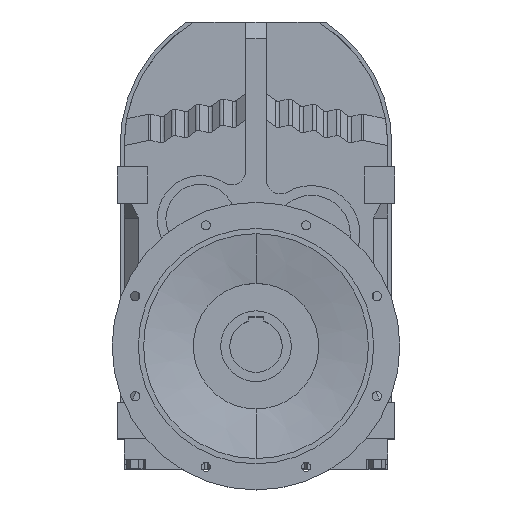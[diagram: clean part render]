
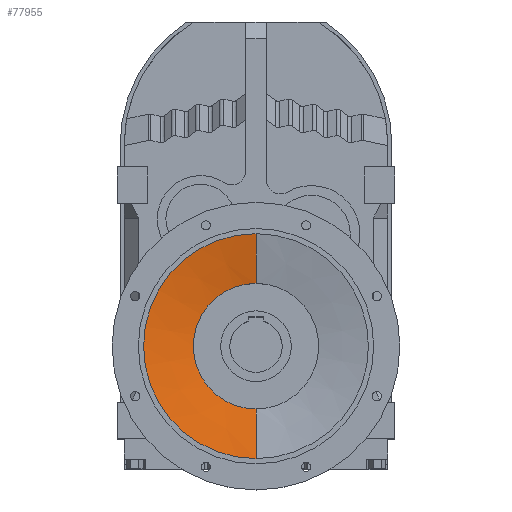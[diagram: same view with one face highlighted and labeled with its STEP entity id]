
A CAD part, top view. The second image highlights one B-rep face of the part: STEP entity #77955.
In plain terms, the highlighted conical face has half-angle 78.98 degrees and reference radius 215 mm.
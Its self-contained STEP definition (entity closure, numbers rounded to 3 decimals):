
#77592 = CYLINDRICAL_SURFACE('',#77593,215.);
#77593 = AXIS2_PLACEMENT_3D('',#77594,#77595,#77596);
#77594 = CARTESIAN_POINT('',(0.,-382.6,0.));
#77595 = DIRECTION('',(0.,0.,-1.));
#77596 = DIRECTION('',(0.,1.,0.));
#77659 = CYLINDRICAL_SURFACE('',#77660,120.);
#77660 = AXIS2_PLACEMENT_3D('',#77661,#77662,#77663);
#77661 = CARTESIAN_POINT('',(0.,-382.6,0.));
#77662 = DIRECTION('',(0.,0.,-1.));
#77663 = DIRECTION('',(0.,1.,0.));
#77675 = VERTEX_POINT('',#77676);
#77676 = CARTESIAN_POINT('',(0.,-167.6,414.));
#77695 = EDGE_CURVE('',#77696,#77675,#77698,.T.);
#77696 = VERTEX_POINT('',#77697);
#77697 = CARTESIAN_POINT('',(0.,-597.6,414.));
#77698 = SURFACE_CURVE('',#77699,(#77704,#77710),.PCURVE_S1.);
#77699 = CIRCLE('',#77700,215.);
#77700 = AXIS2_PLACEMENT_3D('',#77701,#77702,#77703);
#77701 = CARTESIAN_POINT('',(0.,-382.6,414.));
#77702 = DIRECTION('',(0.,0.,-1.));
#77703 = DIRECTION('',(0.,1.,0.));
#77704 = PCURVE('',#77592,#77705);
#77705 = DEFINITIONAL_REPRESENTATION('',(#77706),#77709);
#77706 = B_SPLINE_CURVE_WITH_KNOTS('',1,(#77707,#77708),.UNSPECIFIED.,
  .F.,.F.,(2,2),(3.142,6.283),.PIECEWISE_BEZIER_KNOTS.);
#77707 = CARTESIAN_POINT('',(3.142,-414.));
#77708 = CARTESIAN_POINT('',(6.283,-414.));
#77709 = ( GEOMETRIC_REPRESENTATION_CONTEXT(2) 
PARAMETRIC_REPRESENTATION_CONTEXT() REPRESENTATION_CONTEXT('2D SPACE',''
  ) );
#77710 = PCURVE('',#77711,#77716);
#77711 = CONICAL_SURFACE('',#77712,215.,1.378);
#77712 = AXIS2_PLACEMENT_3D('',#77713,#77714,#77715);
#77713 = CARTESIAN_POINT('',(0.,-382.6,414.));
#77714 = DIRECTION('',(0.,0.,1.));
#77715 = DIRECTION('',(0.,-1.,0.));
#77716 = DEFINITIONAL_REPRESENTATION('',(#77717),#77743);
#77717 = B_SPLINE_CURVE_WITH_KNOTS('',3,(#77718,#77719,#77720,#77721,
    #77722,#77723,#77724,#77725,#77726,#77727,#77728,#77729,#77730,
    #77731,#77732,#77733,#77734,#77735,#77736,#77737,#77738,#77739,
    #77740,#77741,#77742),.UNSPECIFIED.,.F.,.F.,(4,1,1,1,1,1,1,1,1,1,1,1
    ,1,1,1,1,1,1,1,1,1,1,4),(3.142,3.284,3.427
    ,3.57,3.713,3.856,3.998,
    4.141,4.284,4.427,4.57,
    4.712,4.855,4.998,5.141,
    5.284,5.426,5.569,5.712,
    5.855,5.998,6.14,6.283),
  .QUASI_UNIFORM_KNOTS.);
#77718 = CARTESIAN_POINT('',(6.283,0.));
#77719 = CARTESIAN_POINT('',(6.236,0.));
#77720 = CARTESIAN_POINT('',(6.14,0.));
#77721 = CARTESIAN_POINT('',(5.998,0.));
#77722 = CARTESIAN_POINT('',(5.855,0.));
#77723 = CARTESIAN_POINT('',(5.712,0.));
#77724 = CARTESIAN_POINT('',(5.569,0.));
#77725 = CARTESIAN_POINT('',(5.426,0.));
#77726 = CARTESIAN_POINT('',(5.284,0.));
#77727 = CARTESIAN_POINT('',(5.141,0.));
#77728 = CARTESIAN_POINT('',(4.998,0.));
#77729 = CARTESIAN_POINT('',(4.855,0.));
#77730 = CARTESIAN_POINT('',(4.712,0.));
#77731 = CARTESIAN_POINT('',(4.57,0.));
#77732 = CARTESIAN_POINT('',(4.427,0.));
#77733 = CARTESIAN_POINT('',(4.284,0.));
#77734 = CARTESIAN_POINT('',(4.141,0.));
#77735 = CARTESIAN_POINT('',(3.998,0.));
#77736 = CARTESIAN_POINT('',(3.856,0.));
#77737 = CARTESIAN_POINT('',(3.713,0.));
#77738 = CARTESIAN_POINT('',(3.57,0.));
#77739 = CARTESIAN_POINT('',(3.427,0.));
#77740 = CARTESIAN_POINT('',(3.284,0.));
#77741 = CARTESIAN_POINT('',(3.189,0.));
#77742 = CARTESIAN_POINT('',(3.142,0.));
#77743 = ( GEOMETRIC_REPRESENTATION_CONTEXT(2) 
PARAMETRIC_REPRESENTATION_CONTEXT() REPRESENTATION_CONTEXT('2D SPACE',''
  ) );
#77782 = CONICAL_SURFACE('',#77783,215.,1.378);
#77783 = AXIS2_PLACEMENT_3D('',#77784,#77785,#77786);
#77784 = CARTESIAN_POINT('',(0.,-382.6,414.));
#77785 = DIRECTION('',(0.,0.,1.));
#77786 = DIRECTION('',(0.,-1.,0.));
#77821 = EDGE_CURVE('',#77822,#77824,#77826,.T.);
#77822 = VERTEX_POINT('',#77823);
#77823 = CARTESIAN_POINT('',(0.,-502.6,395.5));
#77824 = VERTEX_POINT('',#77825);
#77825 = CARTESIAN_POINT('',(0.,-262.6,395.5));
#77826 = SURFACE_CURVE('',#77827,(#77832,#77838),.PCURVE_S1.);
#77827 = CIRCLE('',#77828,120.);
#77828 = AXIS2_PLACEMENT_3D('',#77829,#77830,#77831);
#77829 = CARTESIAN_POINT('',(0.,-382.6,395.5));
#77830 = DIRECTION('',(0.,0.,-1.));
#77831 = DIRECTION('',(0.,1.,0.));
#77832 = PCURVE('',#77659,#77833);
#77833 = DEFINITIONAL_REPRESENTATION('',(#77834),#77837);
#77834 = B_SPLINE_CURVE_WITH_KNOTS('',1,(#77835,#77836),.UNSPECIFIED.,
  .F.,.F.,(2,2),(3.142,6.283),.PIECEWISE_BEZIER_KNOTS.);
#77835 = CARTESIAN_POINT('',(3.142,-395.5));
#77836 = CARTESIAN_POINT('',(6.283,-395.5));
#77837 = ( GEOMETRIC_REPRESENTATION_CONTEXT(2) 
PARAMETRIC_REPRESENTATION_CONTEXT() REPRESENTATION_CONTEXT('2D SPACE',''
  ) );
#77838 = PCURVE('',#77711,#77839);
#77839 = DEFINITIONAL_REPRESENTATION('',(#77840),#77866);
#77840 = B_SPLINE_CURVE_WITH_KNOTS('',3,(#77841,#77842,#77843,#77844,
    #77845,#77846,#77847,#77848,#77849,#77850,#77851,#77852,#77853,
    #77854,#77855,#77856,#77857,#77858,#77859,#77860,#77861,#77862,
    #77863,#77864,#77865),.UNSPECIFIED.,.F.,.F.,(4,1,1,1,1,1,1,1,1,1,1,1
    ,1,1,1,1,1,1,1,1,1,1,4),(3.142,3.284,3.427
    ,3.57,3.713,3.856,3.998,
    4.141,4.284,4.427,4.57,
    4.712,4.855,4.998,5.141,
    5.284,5.426,5.569,5.712,
    5.855,5.998,6.14,6.283),
  .QUASI_UNIFORM_KNOTS.);
#77841 = CARTESIAN_POINT('',(6.283,-18.5));
#77842 = CARTESIAN_POINT('',(6.236,-18.5));
#77843 = CARTESIAN_POINT('',(6.14,-18.5));
#77844 = CARTESIAN_POINT('',(5.998,-18.5));
#77845 = CARTESIAN_POINT('',(5.855,-18.5));
#77846 = CARTESIAN_POINT('',(5.712,-18.5));
#77847 = CARTESIAN_POINT('',(5.569,-18.5));
#77848 = CARTESIAN_POINT('',(5.426,-18.5));
#77849 = CARTESIAN_POINT('',(5.284,-18.5));
#77850 = CARTESIAN_POINT('',(5.141,-18.5));
#77851 = CARTESIAN_POINT('',(4.998,-18.5));
#77852 = CARTESIAN_POINT('',(4.855,-18.5));
#77853 = CARTESIAN_POINT('',(4.712,-18.5));
#77854 = CARTESIAN_POINT('',(4.57,-18.5));
#77855 = CARTESIAN_POINT('',(4.427,-18.5));
#77856 = CARTESIAN_POINT('',(4.284,-18.5));
#77857 = CARTESIAN_POINT('',(4.141,-18.5));
#77858 = CARTESIAN_POINT('',(3.998,-18.5));
#77859 = CARTESIAN_POINT('',(3.856,-18.5));
#77860 = CARTESIAN_POINT('',(3.713,-18.5));
#77861 = CARTESIAN_POINT('',(3.57,-18.5));
#77862 = CARTESIAN_POINT('',(3.427,-18.5));
#77863 = CARTESIAN_POINT('',(3.284,-18.5));
#77864 = CARTESIAN_POINT('',(3.189,-18.5));
#77865 = CARTESIAN_POINT('',(3.142,-18.5));
#77866 = ( GEOMETRIC_REPRESENTATION_CONTEXT(2) 
PARAMETRIC_REPRESENTATION_CONTEXT() REPRESENTATION_CONTEXT('2D SPACE',''
  ) );
#77955 = ADVANCED_FACE('',(#77956),#77711,.F.);
#77956 = FACE_BOUND('',#77957,.F.);
#77957 = EDGE_LOOP('',(#77958,#77959,#77978,#77979));
#77958 = ORIENTED_EDGE('',*,*,#77821,.F.);
#77959 = ORIENTED_EDGE('',*,*,#77960,.T.);
#77960 = EDGE_CURVE('',#77822,#77696,#77961,.T.);
#77961 = SURFACE_CURVE('',#77962,(#77966,#77972),.PCURVE_S1.);
#77962 = LINE('',#77963,#77964);
#77963 = CARTESIAN_POINT('',(0.,-597.6,414.));
#77964 = VECTOR('',#77965,1.);
#77965 = DIRECTION('',(0.,-0.982,0.191));
#77966 = PCURVE('',#77711,#77967);
#77967 = DEFINITIONAL_REPRESENTATION('',(#77968),#77971);
#77968 = B_SPLINE_CURVE_WITH_KNOTS('',1,(#77969,#77970),.UNSPECIFIED.,
  .F.,.F.,(2,2),(-96.785,0.),
  .PIECEWISE_BEZIER_KNOTS.);
#77969 = CARTESIAN_POINT('',(6.283,-18.5));
#77970 = CARTESIAN_POINT('',(6.283,0.));
#77971 = ( GEOMETRIC_REPRESENTATION_CONTEXT(2) 
PARAMETRIC_REPRESENTATION_CONTEXT() REPRESENTATION_CONTEXT('2D SPACE',''
  ) );
#77972 = PCURVE('',#77782,#77973);
#77973 = DEFINITIONAL_REPRESENTATION('',(#77974),#77977);
#77974 = B_SPLINE_CURVE_WITH_KNOTS('',1,(#77975,#77976),.UNSPECIFIED.,
  .F.,.F.,(2,2),(-96.785,0.),
  .PIECEWISE_BEZIER_KNOTS.);
#77975 = CARTESIAN_POINT('',(0.,-18.5));
#77976 = CARTESIAN_POINT('',(0.,0.));
#77977 = ( GEOMETRIC_REPRESENTATION_CONTEXT(2) 
PARAMETRIC_REPRESENTATION_CONTEXT() REPRESENTATION_CONTEXT('2D SPACE',''
  ) );
#77978 = ORIENTED_EDGE('',*,*,#77695,.T.);
#77979 = ORIENTED_EDGE('',*,*,#77980,.F.);
#77980 = EDGE_CURVE('',#77824,#77675,#77981,.T.);
#77981 = SURFACE_CURVE('',#77982,(#77986,#77992),.PCURVE_S1.);
#77982 = LINE('',#77983,#77984);
#77983 = CARTESIAN_POINT('',(0.,-167.6,414.));
#77984 = VECTOR('',#77985,1.);
#77985 = DIRECTION('',(0.,0.982,0.191)
  );
#77986 = PCURVE('',#77711,#77987);
#77987 = DEFINITIONAL_REPRESENTATION('',(#77988),#77991);
#77988 = B_SPLINE_CURVE_WITH_KNOTS('',1,(#77989,#77990),.UNSPECIFIED.,
  .F.,.F.,(2,2),(-96.785,0.),
  .PIECEWISE_BEZIER_KNOTS.);
#77989 = CARTESIAN_POINT('',(3.142,-18.5));
#77990 = CARTESIAN_POINT('',(3.142,0.));
#77991 = ( GEOMETRIC_REPRESENTATION_CONTEXT(2) 
PARAMETRIC_REPRESENTATION_CONTEXT() REPRESENTATION_CONTEXT('2D SPACE',''
  ) );
#77992 = PCURVE('',#77782,#77993);
#77993 = DEFINITIONAL_REPRESENTATION('',(#77994),#77997);
#77994 = B_SPLINE_CURVE_WITH_KNOTS('',1,(#77995,#77996),.UNSPECIFIED.,
  .F.,.F.,(2,2),(-96.785,0.),
  .PIECEWISE_BEZIER_KNOTS.);
#77995 = CARTESIAN_POINT('',(3.142,-18.5));
#77996 = CARTESIAN_POINT('',(3.142,0.));
#77997 = ( GEOMETRIC_REPRESENTATION_CONTEXT(2) 
PARAMETRIC_REPRESENTATION_CONTEXT() REPRESENTATION_CONTEXT('2D SPACE',''
  ) );
